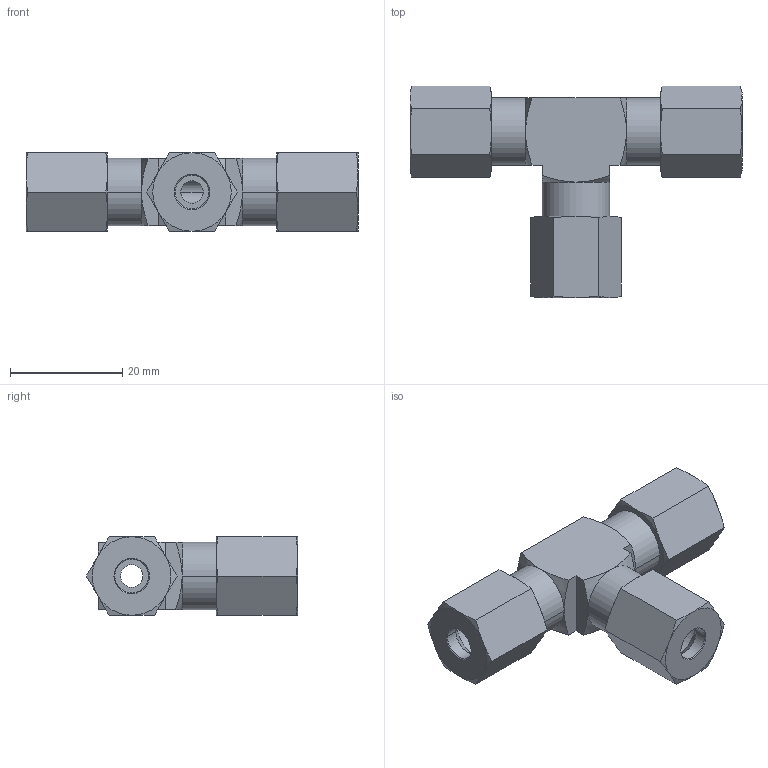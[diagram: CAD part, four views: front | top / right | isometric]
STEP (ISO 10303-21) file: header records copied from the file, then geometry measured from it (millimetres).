
FILE_DESCRIPTION((''),'2;1');
FILE_NAME('ILCM43000006','2009-07-23T',('mes'),(''),'PRO/ENGINEER BY PARAMETRIC TECHNOLOGY CORPORATION, 2007460','PRO/ENGINEER BY PARAMETRIC TECHNOLOGY CORPORATION, 2007460','');
FILE_SCHEMA(('AUTOMOTIVE_DESIGN_CC2 { 1 2 10303 214 -1 1 5 2 }'));
Length unit declared in the file: inch
Products named in the file (1): ILCM43000006
Bounding box: 59.15 x 37.66 x 14 mm (x, y, z)
Volume: 9144.6 mm3; surface area: 6268.8 mm2
Topology: 1 solids, 1 shells, 137 faces, 303 edges, 176 vertices
Faces by surface type: cone 72, plane 37, cylinder 28
Entity records: 5312 total; most frequent: CARTESIAN_POINT 1325, ORIENTED_EDGE 606, DIRECTION 597, EDGE_CURVE 303, AXIS2_PLACEMENT_3D 257, VERTEX_POINT 176, EDGE_LOOP 149, FACE_OUTER_BOUND 137
